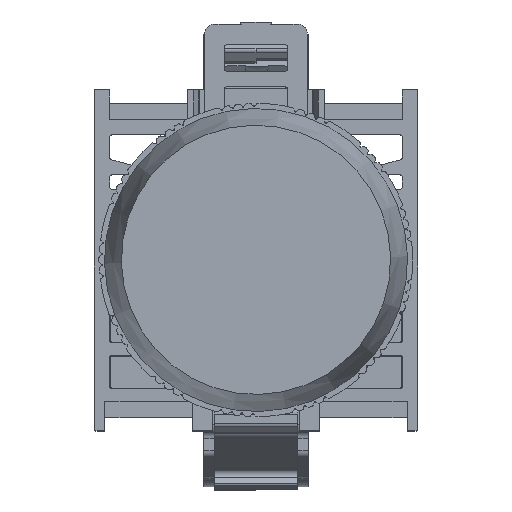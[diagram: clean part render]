
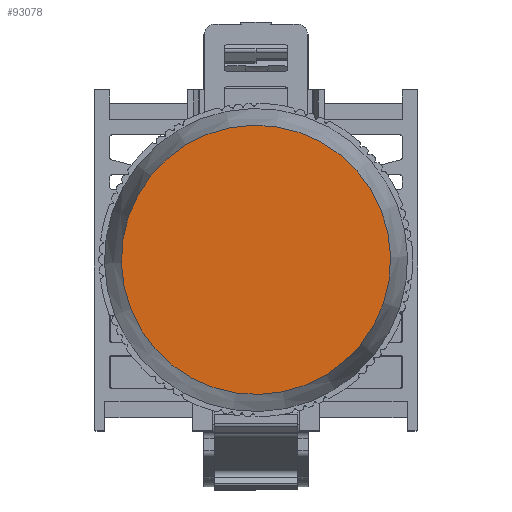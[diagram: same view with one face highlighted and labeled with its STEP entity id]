
A CAD part, top view. The second image highlights one B-rep face of the part: STEP entity #93078.
In plain terms, the highlighted planar face has unit normal (0, 0, 1).
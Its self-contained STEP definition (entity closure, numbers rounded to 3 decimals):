
#3456=PLANE('',#99199);
#7777=FACE_OUTER_BOUND('',#12801,.T.);
#12801=EDGE_LOOP('',(#74322,#74323));
#16293=CIRCLE('',#99197,13.1);
#16294=CIRCLE('',#99198,13.1);
#41787=VERTEX_POINT('',#150205);
#41788=VERTEX_POINT('',#150206);
#53154=EDGE_CURVE('',#41787,#41788,#16293,.T.);
#53155=EDGE_CURVE('',#41788,#41787,#16294,.T.);
#74322=ORIENTED_EDGE('',*,*,#53154,.T.);
#74323=ORIENTED_EDGE('',*,*,#53155,.T.);
#93078=ADVANCED_FACE('',(#7777),#3456,.T.);
#99197=AXIS2_PLACEMENT_3D('',#150207,#116322,#116323);
#99198=AXIS2_PLACEMENT_3D('',#150208,#116324,#116325);
#99199=AXIS2_PLACEMENT_3D('',#150210,#116327,#116328);
#116322=DIRECTION('center_axis',(0.,0.,
1.));
#116323=DIRECTION('ref_axis',(0.751,0.661,0.));
#116324=DIRECTION('center_axis',(0.,0.,
1.));
#116325=DIRECTION('ref_axis',(0.751,0.661,0.));
#116327=DIRECTION('center_axis',(0.,0.,
1.));
#116328=DIRECTION('ref_axis',(0.751,0.661,0.));
#150205=CARTESIAN_POINT('',(9.832,8.656,14.85));
#150206=CARTESIAN_POINT('',(-9.832,-8.656,14.85));
#150207=CARTESIAN_POINT('Origin',(0.,0.,
14.85));
#150208=CARTESIAN_POINT('Origin',(0.,0.,
14.85));
#150210=CARTESIAN_POINT('Origin',(4.916,4.328,14.85));
